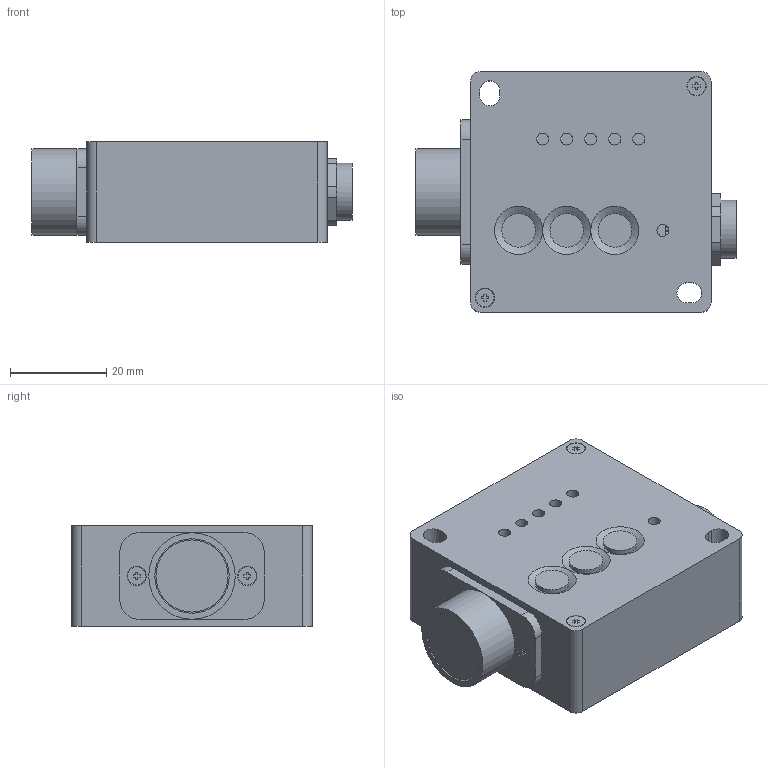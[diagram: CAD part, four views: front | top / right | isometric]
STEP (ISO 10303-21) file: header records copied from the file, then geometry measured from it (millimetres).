
FILE_DESCRIPTION(('STEP Model'),'2;1');
FILE_NAME('CR50-FO.stp','2013-04-23T15:56:23',(''),(''), 'CAD Exchanger 2.4.0 (www.cadexchanger.com)','CAD Exchanger 2.4.0', 'Unknown');
FILE_SCHEMA(('AUTOMOTIVE_DESIGN { 1 0 10303 214 1 1 1 1 }'));
Length unit declared in the file: millimetre
Products named in the file (1): Unspecified 2
Bounding box: 66.55 x 50 x 21 mm (x, y, z)
Volume: 19125.3 mm3; surface area: 20064.2 mm2
Topology: 1 solids, 3 shells, 286 faces, 711 edges, 476 vertices
Faces by surface type: plane 163, cylinder 106, cone 17
Full cylindrical faces by diameter (mm): 0.66 x16, 1.6 x6, 2 x8, 2.5 x6, 3.8 x2, 5 x2, 6 x1, 6.1 x2, 7 x7, 7.2 x1, 9 x1, 12 x1, 12.1 x1, 15 x2, 15.5 x1, 18 x1
Entity records: 20676 total; most frequent: CARTESIAN_POINT 7084, DIRECTION 2346, ORIENTED_EDGE 1420, PCURVE 1420, DEFINITIONAL_REPRESENTATION 1420, LINE 1089, VECTOR 1089, EDGE_CURVE 710
